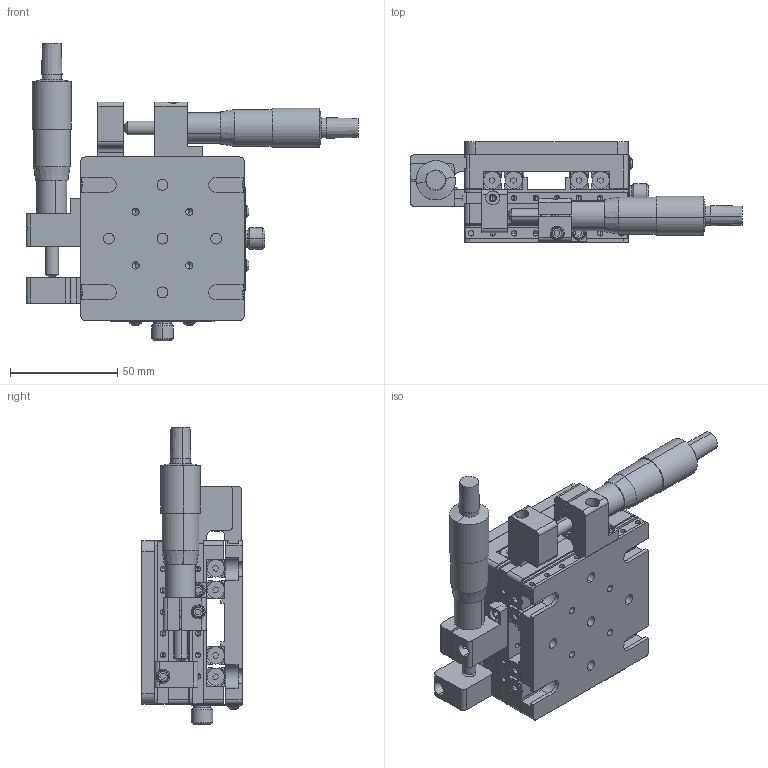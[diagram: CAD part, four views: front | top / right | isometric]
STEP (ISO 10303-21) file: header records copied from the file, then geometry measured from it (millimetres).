
FILE_DESCRIPTION (( 'STEP AP203' ), '1' );
FILE_NAME ('06DTS-1M.STEP', '2016-05-09T05:41:18', ( '' ), ( '' ), 'SwSTEP 2.0', 'SolidWorks 2016', '' );
FILE_SCHEMA (( 'CONFIG_CONTROL_DESIGN' ));
Products named in the file (1): 06DTS-1M
Bounding box: 154.5 x 46.7 x 138.6 mm (x, y, z)
Volume: 273589.2 mm3; surface area: 138526 mm2
Topology: 65 solids, 65 shells, 2611 faces, 6530 edges, 4033 vertices
Faces by surface type: plane 1218, cylinder 715, cone 494, bspline 126, torus 46, sphere 12
Entity records: 84896 total; most frequent: CARTESIAN_POINT 22956, DIRECTION 12906, ORIENTED_EDGE 12704, EDGE_CURVE 6352, AXIS2_PLACEMENT_3D 4586, VERTEX_POINT 4033, VECTOR 3734, LINE 3734
